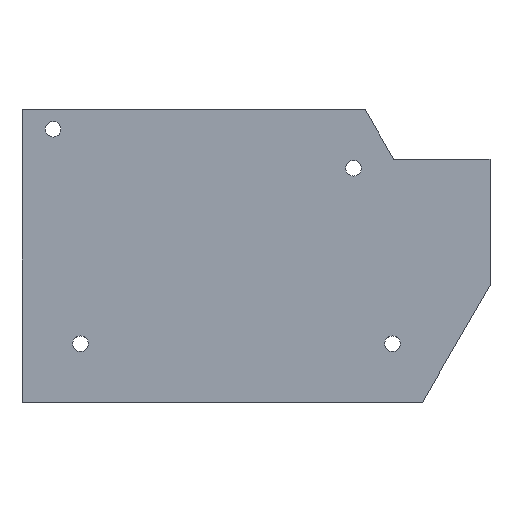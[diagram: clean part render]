
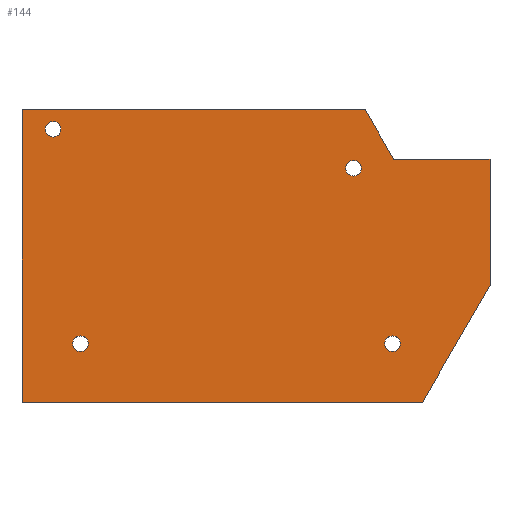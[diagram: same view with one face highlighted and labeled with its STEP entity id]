
A CAD part, top view. The second image highlights one B-rep face of the part: STEP entity #144.
In plain terms, the highlighted planar face has unit normal (0, 0, 1).
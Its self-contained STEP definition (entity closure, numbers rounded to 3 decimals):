
#1=CARTESIAN_POINT('POINT1',(120.,62.3,1.524));
#2=VERTEX_POINT('VERTEX1',#1);
#3=CARTESIAN_POINT('POINT2',(95.332,62.3,1.524)
   );
#4=VERTEX_POINT('VERTEX2',#3);
#5=CARTESIAN_POINT('POS1',(120.,62.3,1.524));
#6=DIRECTION('DIR1',(-1.,0.,0.));
#7=VECTOR('VEC1',#6,1.);
#8=LINE('STRAIGHT1',#5,#7);
#9=EDGE_CURVE('EDGE1',#2,#4,#8,.T.);
#10=ORIENTED_EDGE('COEDGE1',*,*,#9,.T.);
#11=CARTESIAN_POINT('POINT3',(88.,75.,1.524));
#12=VERTEX_POINT('VERTEX3',#11);
#13=CARTESIAN_POINT('POS2',(95.332,62.3,1.524))
   ;
#14=DIRECTION('DIR2',(-0.5,0.866,0.));
#15=VECTOR('VEC2',#14,1.);
#16=LINE('STRAIGHT2',#13,#15);
#17=EDGE_CURVE('EDGE2',#4,#12,#16,.T.);
#18=ORIENTED_EDGE('COEDGE2',*,*,#17,.T.);
#19=CARTESIAN_POINT('POINT4',(0.,75.,1.524));
#20=VERTEX_POINT('VERTEX4',#19);
#21=CARTESIAN_POINT('POS3',(88.,75.,1.524));
#22=DIRECTION('DIR3',(-1.,0.,0.));
#23=VECTOR('VEC3',#22,1.);
#24=LINE('STRAIGHT3',#21,#23);
#25=EDGE_CURVE('EDGE3',#12,#20,#24,.T.);
#26=ORIENTED_EDGE('COEDGE3',*,*,#25,.T.);
#27=CARTESIAN_POINT('POINT5',(0.,0.,1.524));
#28=VERTEX_POINT('VERTEX5',#27);
#29=CARTESIAN_POINT('POS4',(0.,75.,1.524));
#30=DIRECTION('DIR4',(0.,-1.,0.));
#31=VECTOR('VEC4',#30,1.);
#32=LINE('STRAIGHT4',#29,#31);
#33=EDGE_CURVE('EDGE4',#20,#28,#32,.T.);
#34=ORIENTED_EDGE('COEDGE4',*,*,#33,.T.);
#35=CARTESIAN_POINT('POINT6',(102.679,0.,1.524)
   );
#36=VERTEX_POINT('VERTEX6',#35);
#37=CARTESIAN_POINT('POS5',(0.,0.,1.524));
#38=DIRECTION('DIR5',(1.,0.,0.));
#39=VECTOR('VEC5',#38,1.);
#40=LINE('STRAIGHT5',#37,#39);
#41=EDGE_CURVE('EDGE5',#28,#36,#40,.T.);
#42=ORIENTED_EDGE('COEDGE5',*,*,#41,.T.);
#43=CARTESIAN_POINT('POINT7',(120.,30.,1.524));
#44=VERTEX_POINT('VERTEX7',#43);
#45=CARTESIAN_POINT('POS6',(102.679,0.,1.524));
#46=DIRECTION('DIR6',(0.5,0.866,0.));
#47=VECTOR('VEC6',#46,1.);
#48=LINE('STRAIGHT6',#45,#47);
#49=EDGE_CURVE('EDGE6',#36,#44,#48,.T.);
#50=ORIENTED_EDGE('COEDGE6',*,*,#49,.T.);
#51=CARTESIAN_POINT('POS7',(120.,30.,1.524));
#52=DIRECTION('DIR7',(0.,1.,0.));
#53=VECTOR('VEC7',#52,1.);
#54=LINE('STRAIGHT7',#51,#53);
#55=EDGE_CURVE('EDGE7',#44,#2,#54,.T.);
#56=ORIENTED_EDGE('COEDGE7',*,*,#55,.T.);
#57=EDGE_LOOP('NONE',(#10,#18,#26,#34,#42,#50,#56));
#58=FACE_BOUND('LOOP1',#57,.T.);
#59=CARTESIAN_POINT('POINT8',(10.,70.,1.524));
#60=VERTEX_POINT('VERTEX8',#59);
#61=CARTESIAN_POINT('POINT9',(6.,70.,1.524));
#62=VERTEX_POINT('VERTEX9',#61);
#63=CARTESIAN_POINT('POS8',(8.,70.,1.524));
#64=DIRECTION('DIR8',(0.,0.,-1.));
#65=DIRECTION('DIR9',(1.,0.,0.));
#66=AXIS2_PLACEMENT_3D('AXIS1',#63,#64,#65);
#67=CIRCLE('ELLIPSE1',#66,2.);
#68=EDGE_CURVE('EDGE8',#60,#62,#67,.T.);
#69=ORIENTED_EDGE('COEDGE8',*,*,#68,.T.);
#70=CARTESIAN_POINT('POS9',(8.,70.,1.524));
#71=DIRECTION('DIR10',(0.,0.,-1.));
#72=DIRECTION('DIR11',(-1.,0.,0.));
#73=AXIS2_PLACEMENT_3D('AXIS2',#70,#71,#72);
#74=CIRCLE('ELLIPSE2',#73,2.);
#75=EDGE_CURVE('EDGE9',#62,#60,#74,.T.);
#76=ORIENTED_EDGE('COEDGE9',*,*,#75,.T.);
#77=EDGE_LOOP('NONE',(#69,#76));
#78=FACE_BOUND('LOOP1',#77,.T.);
#79=CARTESIAN_POINT('POINT10',(17.,15.,1.524));
#80=VERTEX_POINT('VERTEX10',#79);
#81=CARTESIAN_POINT('POINT11',(13.,15.,1.524));
#82=VERTEX_POINT('VERTEX11',#81);
#83=CARTESIAN_POINT('POS10',(15.,15.,1.524));
#84=DIRECTION('DIR12',(0.,0.,-1.));
#85=DIRECTION('DIR13',(1.,0.,0.));
#86=AXIS2_PLACEMENT_3D('AXIS3',#83,#84,#85);
#87=CIRCLE('ELLIPSE3',#86,2.);
#88=EDGE_CURVE('EDGE10',#80,#82,#87,.T.);
#89=ORIENTED_EDGE('COEDGE10',*,*,#88,.T.);
#90=CARTESIAN_POINT('POS11',(15.,15.,1.524));
#91=DIRECTION('DIR14',(0.,0.,-1.));
#92=DIRECTION('DIR15',(-1.,0.,0.));
#93=AXIS2_PLACEMENT_3D('AXIS4',#90,#91,#92);
#94=CIRCLE('ELLIPSE4',#93,2.);
#95=EDGE_CURVE('EDGE11',#82,#80,#94,.T.);
#96=ORIENTED_EDGE('COEDGE11',*,*,#95,.T.);
#97=EDGE_LOOP('NONE',(#89,#96));
#98=FACE_BOUND('LOOP1',#97,.T.);
#99=CARTESIAN_POINT('POINT12',(87.,60.,1.524));
#100=VERTEX_POINT('VERTEX12',#99);
#101=CARTESIAN_POINT('POINT13',(83.,60.,1.524));
#102=VERTEX_POINT('VERTEX13',#101);
#103=CARTESIAN_POINT('POS12',(85.,60.,1.524));
#104=DIRECTION('DIR16',(0.,0.,-1.));
#105=DIRECTION('DIR17',(1.,0.,0.));
#106=AXIS2_PLACEMENT_3D('AXIS5',#103,#104,#105);
#107=CIRCLE('ELLIPSE5',#106,2.);
#108=EDGE_CURVE('EDGE12',#100,#102,#107,.T.);
#109=ORIENTED_EDGE('COEDGE12',*,*,#108,.T.);
#110=CARTESIAN_POINT('POS13',(85.,60.,1.524));
#111=DIRECTION('DIR18',(0.,0.,-1.));
#112=DIRECTION('DIR19',(-1.,0.,0.));
#113=AXIS2_PLACEMENT_3D('AXIS6',#110,#111,#112);
#114=CIRCLE('ELLIPSE6',#113,2.);
#115=EDGE_CURVE('EDGE13',#102,#100,#114,.T.);
#116=ORIENTED_EDGE('COEDGE13',*,*,#115,.T.);
#117=EDGE_LOOP('NONE',(#109,#116));
#118=FACE_BOUND('LOOP1',#117,.T.);
#119=CARTESIAN_POINT('POINT14',(97.,15.,1.524));
#120=VERTEX_POINT('VERTEX14',#119);
#121=CARTESIAN_POINT('POINT15',(93.,15.,1.524));
#122=VERTEX_POINT('VERTEX15',#121);
#123=CARTESIAN_POINT('POS14',(95.,15.,1.524));
#124=DIRECTION('DIR20',(0.,0.,-1.));
#125=DIRECTION('DIR21',(1.,0.,0.));
#126=AXIS2_PLACEMENT_3D('AXIS7',#123,#124,#125);
#127=CIRCLE('ELLIPSE7',#126,2.);
#128=EDGE_CURVE('EDGE14',#120,#122,#127,.T.);
#129=ORIENTED_EDGE('COEDGE14',*,*,#128,.T.);
#130=CARTESIAN_POINT('POS15',(95.,15.,1.524));
#131=DIRECTION('DIR22',(0.,0.,-1.));
#132=DIRECTION('DIR23',(-1.,0.,0.));
#133=AXIS2_PLACEMENT_3D('AXIS8',#130,#131,#132);
#134=CIRCLE('ELLIPSE8',#133,2.);
#135=EDGE_CURVE('EDGE15',#122,#120,#134,.T.);
#136=ORIENTED_EDGE('COEDGE15',*,*,#135,.T.);
#137=EDGE_LOOP('NONE',(#129,#136));
#138=FACE_BOUND('LOOP1',#137,.T.);
#139=CARTESIAN_POINT('POS16',(0.,0.,1.524));
#140=DIRECTION('DIR24',(0.,0.,1.));
#141=DIRECTION('DIR25',(1.,0.,0.));
#142=AXIS2_PLACEMENT_3D('AXIS9',#139,#140,#141);
#143=PLANE('PLANE1',#142);
#144=ADVANCED_FACE('FACE1',(#58,#78,#98,#118,#138),#143,.T.);
